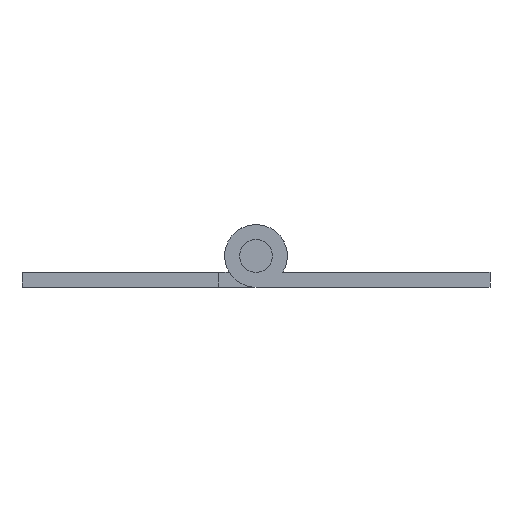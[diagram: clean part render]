
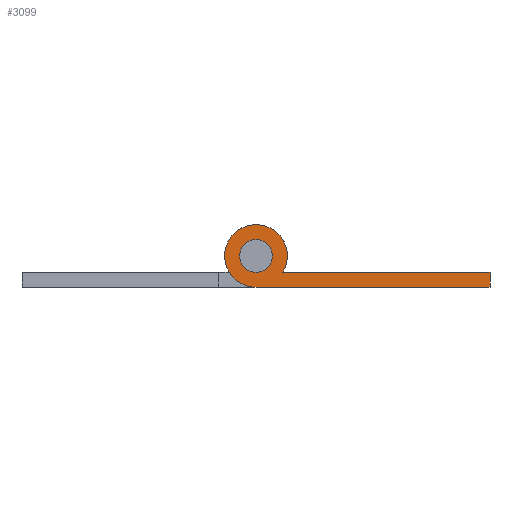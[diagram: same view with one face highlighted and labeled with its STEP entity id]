
A CAD part, front view. The second image highlights one B-rep face of the part: STEP entity #3099.
In plain terms, the highlighted planar face has unit normal (0, -1, 0).
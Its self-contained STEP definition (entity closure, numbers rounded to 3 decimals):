
#1015 = CARTESIAN_POINT ( 'NONE',  ( 0., -500., 1.75 ) ) ;
#1195 = CIRCLE ( 'NONE', #1258, 3.35 ) ;
#1202 = CARTESIAN_POINT ( 'NONE',  ( 2.857, -500., -1.75 ) ) ;
#1203 = CARTESIAN_POINT ( 'NONE',  ( 0., -500., -1.75 ) ) ;
#1244 = DIRECTION ( 'NONE',  ( 0., 0., 1. ) ) ;
#1245 = DIRECTION ( 'NONE',  ( 0., 1., 0. ) ) ;
#1246 = CARTESIAN_POINT ( 'NONE',  ( 0., -500., 0. ) ) ;
#1247 = AXIS2_PLACEMENT_3D ( 'NONE', #1246, #1245, #1244 ) ;
#1252 = CIRCLE ( 'NONE', #1247, 1.75 ) ;
#1255 = DIRECTION ( 'NONE',  ( 0., 0., 1. ) ) ;
#1256 = DIRECTION ( 'NONE',  ( 0., 1., 0. ) ) ;
#1257 = CARTESIAN_POINT ( 'NONE',  ( 0., -500., 0. ) ) ;
#1258 = AXIS2_PLACEMENT_3D ( 'NONE', #1257, #1256, #1255 ) ;
#1289 = CARTESIAN_POINT ( 'NONE',  ( 0., -500., -3.35 ) ) ;
#3099 = ADVANCED_FACE ( 'NONE', ( #7180, #7179 ), #7178, .F. ) ;
#3100 = EDGE_LOOP ( 'NONE', ( #3101, #3160, #3162, #3163 ) ) ;
#3101 = ORIENTED_EDGE ( 'NONE', *, *, #3158, .F. ) ;
#3102 = VERTEX_POINT ( 'NONE', #7173 ) ;
#3114 = EDGE_CURVE ( 'NONE', #6102, #6206, #7216, .T. ) ;
#3158 = EDGE_CURVE ( 'NONE', #3102, #3159, #7260, .T. ) ;
#3159 = VERTEX_POINT ( 'NONE', #7256 ) ;
#3160 = ORIENTED_EDGE ( 'NONE', *, *, #3161, .F. ) ;
#3161 = EDGE_CURVE ( 'NONE', #6207, #3102, #7255, .T. ) ;
#3162 = ORIENTED_EDGE ( 'NONE', *, *, #6214, .F. ) ;
#3163 = ORIENTED_EDGE ( 'NONE', *, *, #3164, .F. ) ;
#3164 = EDGE_CURVE ( 'NONE', #3159, #6225, #7251, .T. ) ;
#3165 = EDGE_LOOP ( 'NONE', ( #3166, #3167 ) ) ;
#3166 = ORIENTED_EDGE ( 'NONE', *, *, #6217, .T. ) ;
#3167 = ORIENTED_EDGE ( 'NONE', *, *, #3114, .T. ) ;
#6102 = VERTEX_POINT ( 'NONE', #1015 ) ;
#6206 = VERTEX_POINT ( 'NONE', #1203 ) ;
#6207 = VERTEX_POINT ( 'NONE', #1202 ) ;
#6214 = EDGE_CURVE ( 'NONE', #6225, #6207, #1195, .T. ) ;
#6217 = EDGE_CURVE ( 'NONE', #6206, #6102, #1252, .T. ) ;
#6225 = VERTEX_POINT ( 'NONE', #1289 ) ;
#7173 = CARTESIAN_POINT ( 'NONE',  ( 25., -500., -1.75 ) ) ;
#7174 = DIRECTION ( 'NONE',  ( 0., 0., 1. ) ) ;
#7175 = DIRECTION ( 'NONE',  ( 0., 1., 0. ) ) ;
#7176 = CARTESIAN_POINT ( 'NONE',  ( 0., -500., 0. ) ) ;
#7177 = AXIS2_PLACEMENT_3D ( 'NONE', #7176, #7175, #7174 ) ;
#7178 = PLANE ( 'NONE',  #7177 ) ;
#7179 = FACE_BOUND ( 'NONE', #3165, .T. ) ;
#7180 = FACE_OUTER_BOUND ( 'NONE', #3100, .T. ) ;
#7212 = DIRECTION ( 'NONE',  ( 0., 0., 1. ) ) ;
#7213 = DIRECTION ( 'NONE',  ( 0., 1., 0. ) ) ;
#7214 = CARTESIAN_POINT ( 'NONE',  ( 0., -500., 0. ) ) ;
#7215 = AXIS2_PLACEMENT_3D ( 'NONE', #7214, #7213, #7212 ) ;
#7216 = CIRCLE ( 'NONE', #7215, 1.75 ) ;
#7248 = DIRECTION ( 'NONE',  ( -1., 0., 0. ) ) ;
#7249 = VECTOR ( 'NONE', #7248, 1000. ) ;
#7250 = CARTESIAN_POINT ( 'NONE',  ( 0., -500., -3.35 ) ) ;
#7251 = LINE ( 'NONE', #7250, #7249 ) ;
#7252 = DIRECTION ( 'NONE',  ( 1., 0., 0. ) ) ;
#7253 = VECTOR ( 'NONE', #7252, 1000. ) ;
#7254 = CARTESIAN_POINT ( 'NONE',  ( 25., -500., -1.75 ) ) ;
#7255 = LINE ( 'NONE', #7254, #7253 ) ;
#7256 = CARTESIAN_POINT ( 'NONE',  ( 25., -500., -3.35 ) ) ;
#7257 = DIRECTION ( 'NONE',  ( 0., 0., -1. ) ) ;
#7258 = VECTOR ( 'NONE', #7257, 1000. ) ;
#7259 = CARTESIAN_POINT ( 'NONE',  ( 25., -500., -3.35 ) ) ;
#7260 = LINE ( 'NONE', #7259, #7258 ) ;
